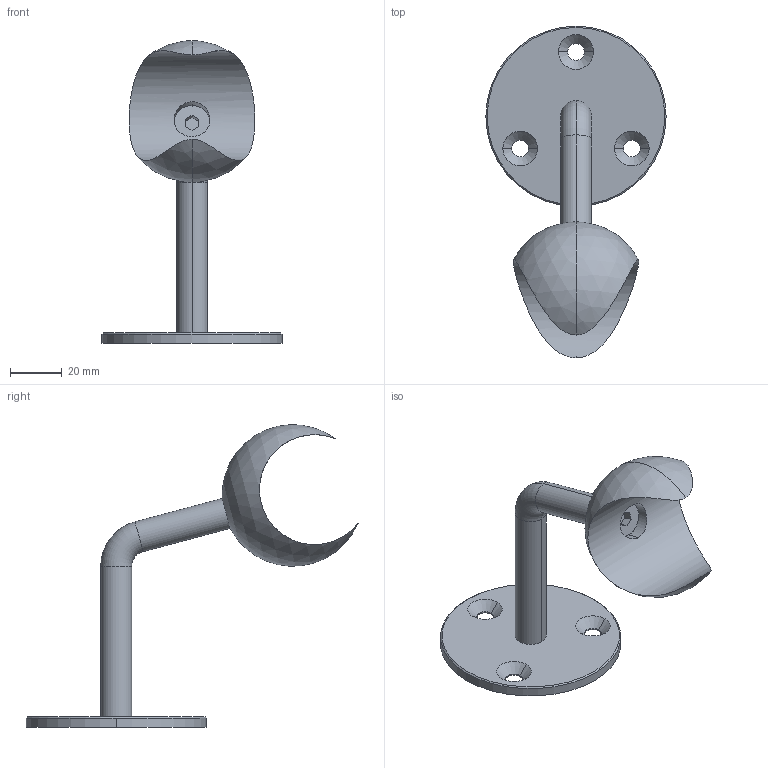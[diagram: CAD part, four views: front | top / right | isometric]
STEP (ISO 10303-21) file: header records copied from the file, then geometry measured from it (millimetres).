
FILE_DESCRIPTION((''),'2;1');
FILE_NAME('HANDLAUFTRAEGER_03','2021-12-18T17:16:40',('Gogel'),('Gerresheimer Regensburg GmbH'),'CREO PARAMETRIC BY PTC INC, 2018420','CREO PARAMETRIC BY PTC INC, 2018420','');
FILE_SCHEMA(('AUTOMOTIVE_DESIGN { 1 0 10303 214 1 1 1 1 }'));
Length unit declared in the file: millimetre
Products named in the file (1): HANDLAUFTRAEGER_03
Bounding box: 70 x 128.9 x 117.46 mm (x, y, z)
Volume: 52380.5 mm3; surface area: 24197.9 mm2
Topology: 2 solids, 2 shells, 56 faces, 129 edges, 80 vertices
Faces by surface type: cylinder 23, cone 16, plane 11, torus 4, sphere 2
Entity records: 2177 total; most frequent: CARTESIAN_POINT 474, DIRECTION 338, ORIENTED_EDGE 248, AXIS2_PLACEMENT_3D 132, EDGE_CURVE 124, VERTEX_POINT 74, VECTOR 71, LINE 71
